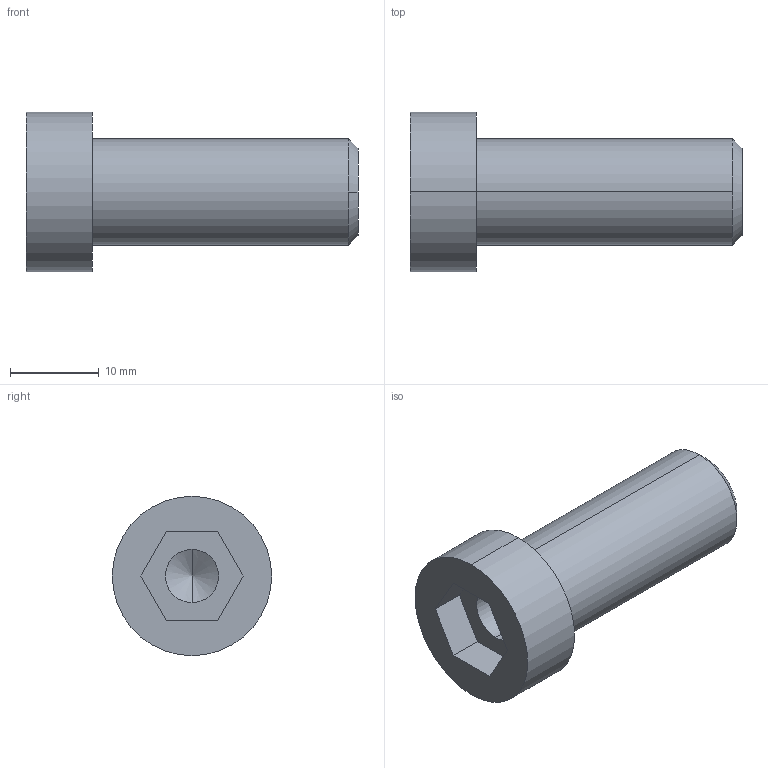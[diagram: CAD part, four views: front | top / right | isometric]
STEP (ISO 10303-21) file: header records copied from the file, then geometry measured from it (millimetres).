
FILE_DESCRIPTION (( 'STEP AP203' ), '1' );
FILE_NAME ('402150388_c_1.STEP', '2023-05-05T13:25:13', ( '' ), ( '' ), 'SwSTEP 2.0', 'SolidWorks 2014', '' );
FILE_SCHEMA (( 'CONFIG_CONTROL_DESIGN' ));
Length unit declared in the file: millimetre
Products named in the file (1): 402150388_c_1
Bounding box: 37.5 x 18 x 18 mm (x, y, z)
Volume: 4785.7 mm3; surface area: 2273.6 mm2
Topology: 1 solids, 1 shells, 20 faces, 46 edges, 29 vertices
Faces by surface type: plane 10, cylinder 6, cone 4
Entity records: 633 total; most frequent: DIRECTION 102, CARTESIAN_POINT 94, ORIENTED_EDGE 88, EDGE_CURVE 44, AXIS2_PLACEMENT_3D 37, VERTEX_POINT 29, VECTOR 28, LINE 28
